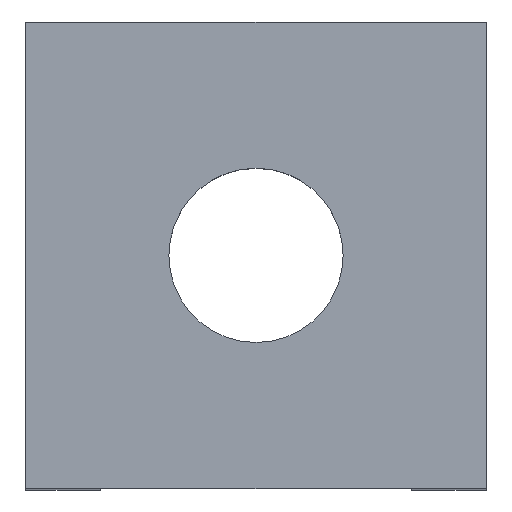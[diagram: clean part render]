
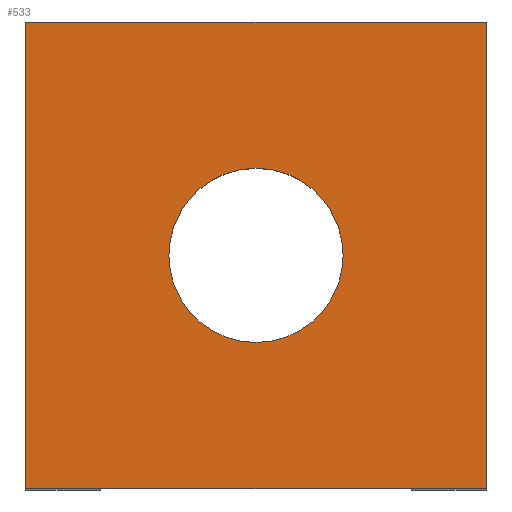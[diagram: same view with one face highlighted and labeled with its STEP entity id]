
A CAD part, top view. The second image highlights one B-rep face of the part: STEP entity #533.
In plain terms, the highlighted planar face has unit normal (0, 0, 1).
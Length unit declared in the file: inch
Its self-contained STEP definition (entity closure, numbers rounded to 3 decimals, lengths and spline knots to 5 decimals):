
#1 = EDGE_LOOP ( 'NONE', ( #491, #128 ) ) ;
#16 = VERTEX_POINT ( 'NONE', #664 ) ;
#20 = LINE ( 'NONE', #242, #37 ) ;
#22 = ORIENTED_EDGE ( 'NONE', *, *, #238, .F. ) ;
#37 = VECTOR ( 'NONE', #236, 39.37008 ) ;
#51 = EDGE_CURVE ( 'NONE', #720, #107, #693, .T. ) ;
#107 = VERTEX_POINT ( 'NONE', #619 ) ;
#128 = ORIENTED_EDGE ( 'NONE', *, *, #51, .F. ) ;
#129 = VERTEX_POINT ( 'NONE', #606 ) ;
#152 = ORIENTED_EDGE ( 'NONE', *, *, #698, .T. ) ;
#161 = EDGE_CURVE ( 'NONE', #16, #575, #577, .T. ) ;
#183 = EDGE_CURVE ( 'NONE', #107, #720, #479, .T. ) ;
#185 = FACE_BOUND ( 'NONE', #1, .T. ) ;
#207 = FACE_OUTER_BOUND ( 'NONE', #727, .T. ) ;
#224 = CARTESIAN_POINT ( 'NONE',  ( -0.07, 0.1875, 0.2925 ) ) ;
#236 = DIRECTION ( 'NONE',  ( 0., -1., 0. ) ) ;
#238 = EDGE_CURVE ( 'NONE', #129, #575, #389, .T. ) ;
#242 = CARTESIAN_POINT ( 'NONE',  ( -0.185, 0.375, 0.2925 ) ) ;
#246 = CARTESIAN_POINT ( 'NONE',  ( -0.185, 0.375, 0.2925 ) ) ;
#278 = VECTOR ( 'NONE', #471, 39.37008 ) ;
#288 = LINE ( 'NONE', #478, #278 ) ;
#330 = CARTESIAN_POINT ( 'NONE',  ( 0.185, 0., 0.2925 ) ) ;
#368 = VECTOR ( 'NONE', #518, 39.37008 ) ;
#389 = LINE ( 'NONE', #519, #368 ) ;
#393 = EDGE_CURVE ( 'NONE', #687, #129, #288, .T. ) ;
#398 = DIRECTION ( 'NONE',  ( -1., 0., 0. ) ) ;
#399 = DIRECTION ( 'NONE',  ( 0., 0., -1. ) ) ;
#401 = CARTESIAN_POINT ( 'NONE',  ( -0.185, 0.375, 0.2925 ) ) ;
#405 = PLANE ( 'NONE',  #466 ) ;
#466 = AXIS2_PLACEMENT_3D ( 'NONE', #401, #399, #398 ) ;
#471 = DIRECTION ( 'NONE',  ( 1., 0., 0. ) ) ;
#478 = CARTESIAN_POINT ( 'NONE',  ( -0.185, 0.375, 0.2925 ) ) ;
#479 = CIRCLE ( 'NONE', #547, 0.07 ) ;
#488 = VECTOR ( 'NONE', #573, 39.37008 ) ;
#491 = ORIENTED_EDGE ( 'NONE', *, *, #183, .F. ) ;
#518 = DIRECTION ( 'NONE',  ( 0., -1., 0. ) ) ;
#519 = CARTESIAN_POINT ( 'NONE',  ( 0.185, 0.375, 0.2925 ) ) ;
#533 = ADVANCED_FACE ( 'NONE', ( #185, #207 ), #405, .F. ) ;
#534 = DIRECTION ( 'NONE',  ( 1., 0., 0. ) ) ;
#536 = DIRECTION ( 'NONE',  ( 0., 0., 1. ) ) ;
#537 = CARTESIAN_POINT ( 'NONE',  ( 0., 0.1875, 0.2925 ) ) ;
#547 = AXIS2_PLACEMENT_3D ( 'NONE', #537, #536, #534 ) ;
#566 = CARTESIAN_POINT ( 'NONE',  ( -0.185, 0., 0.2925 ) ) ;
#573 = DIRECTION ( 'NONE',  ( 1., 0., 0. ) ) ;
#575 = VERTEX_POINT ( 'NONE', #330 ) ;
#577 = LINE ( 'NONE', #566, #488 ) ;
#606 = CARTESIAN_POINT ( 'NONE',  ( 0.185, 0.375, 0.2925 ) ) ;
#615 = AXIS2_PLACEMENT_3D ( 'NONE', #641, #640, #639 ) ;
#619 = CARTESIAN_POINT ( 'NONE',  ( 0.07, 0.1875, 0.2925 ) ) ;
#639 = DIRECTION ( 'NONE',  ( 1., 0., 0. ) ) ;
#640 = DIRECTION ( 'NONE',  ( 0., 0., 1. ) ) ;
#641 = CARTESIAN_POINT ( 'NONE',  ( 0., 0.1875, 0.2925 ) ) ;
#664 = CARTESIAN_POINT ( 'NONE',  ( -0.185, 0., 0.2925 ) ) ;
#687 = VERTEX_POINT ( 'NONE', #246 ) ;
#693 = CIRCLE ( 'NONE', #615, 0.07 ) ;
#698 = EDGE_CURVE ( 'NONE', #687, #16, #20, .T. ) ;
#710 = ORIENTED_EDGE ( 'NONE', *, *, #393, .F. ) ;
#720 = VERTEX_POINT ( 'NONE', #224 ) ;
#723 = ORIENTED_EDGE ( 'NONE', *, *, #161, .T. ) ;
#727 = EDGE_LOOP ( 'NONE', ( #723, #22, #710, #152 ) ) ;
